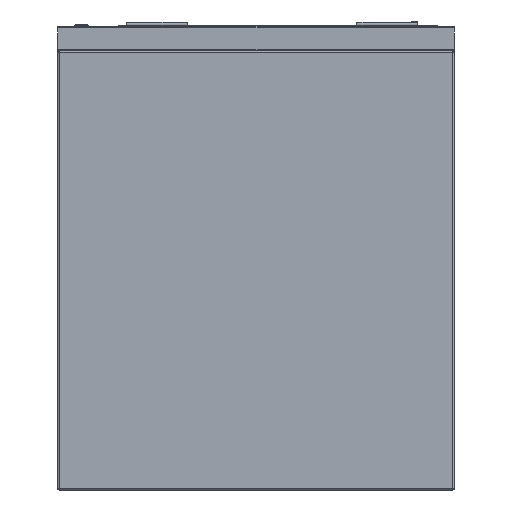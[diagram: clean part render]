
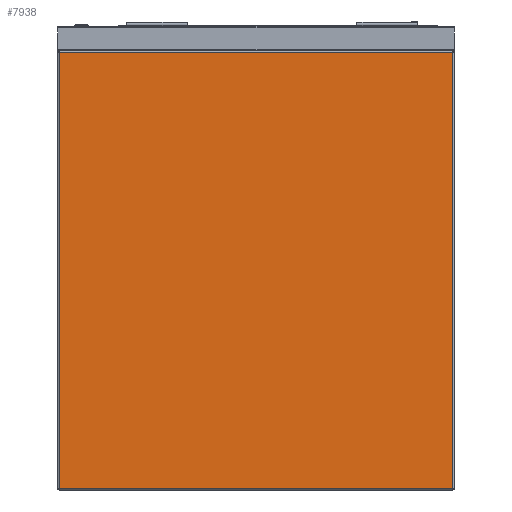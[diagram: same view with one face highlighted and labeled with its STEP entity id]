
A CAD part, left-side view. The second image highlights one B-rep face of the part: STEP entity #7938.
In plain terms, the highlighted planar face has unit normal (-1, 0, 0).
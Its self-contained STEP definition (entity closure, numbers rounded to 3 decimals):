
#662 = CARTESIAN_POINT ( 'NONE',  ( -515., -323., -42. ) ) ;
#1728 = ORIENTED_EDGE ( 'NONE', *, *, #3472, .T. ) ;
#2175 = DIRECTION ( 'NONE',  ( 0., 1., 0. ) ) ;
#3472 = EDGE_CURVE ( 'NONE', #18917, #4030, #9413, .T. ) ;
#4030 = VERTEX_POINT ( 'NONE', #662 ) ;
#6349 = VECTOR ( 'NONE', #2175, 1000. ) ;
#6773 = CARTESIAN_POINT ( 'NONE',  ( -515., 323., -760. ) ) ;
#7166 = ORIENTED_EDGE ( 'NONE', *, *, #15574, .T. ) ;
#7376 = AXIS2_PLACEMENT_3D ( 'NONE', #11641, #13021, #11347 ) ;
#7781 = ORIENTED_EDGE ( 'NONE', *, *, #17714, .T. ) ;
#7938 = ADVANCED_FACE ( 'Fl�che7', ( #19059 ), #14677, .T. ) ;
#8048 = CARTESIAN_POINT ( 'NONE',  ( -515., -323., -760. ) ) ;
#8141 = DIRECTION ( 'NONE',  ( 0., 0., 1. ) ) ;
#8420 = DIRECTION ( 'NONE',  ( 0., -1., 0. ) ) ;
#9413 = LINE ( 'NONE', #8048, #18240 ) ;
#9512 = CARTESIAN_POINT ( 'NONE',  ( -515., -323., -758. ) ) ;
#9664 = EDGE_LOOP ( 'NONE', ( #1728, #15852, #7166, #7781 ) ) ;
#10628 = CARTESIAN_POINT ( 'NONE',  ( -515., 323., -758. ) ) ;
#11222 = VECTOR ( 'NONE', #8420, 1000. ) ;
#11347 = DIRECTION ( 'NONE',  ( 0., 0., 1. ) ) ;
#11570 = EDGE_CURVE ( 'NONE', #4030, #12162, #13884, .T. ) ;
#11641 = CARTESIAN_POINT ( 'NONE',  ( -515., -325., -760. ) ) ;
#12162 = VERTEX_POINT ( 'NONE', #17353 ) ;
#12711 = CARTESIAN_POINT ( 'NONE',  ( -515., 325., -42. ) ) ;
#12752 = DIRECTION ( 'NONE',  ( 0., 0., -1. ) ) ;
#13021 = DIRECTION ( 'NONE',  ( -1., 0., 0. ) ) ;
#13884 = LINE ( 'NONE', #12711, #6349 ) ;
#14191 = LINE ( 'NONE', #18586, #11222 ) ;
#14218 = LINE ( 'NONE', #6773, #16786 ) ;
#14677 = PLANE ( 'NONE',  #7376 ) ;
#15574 = EDGE_CURVE ( 'NONE', #12162, #16822, #14218, .T. ) ;
#15852 = ORIENTED_EDGE ( 'NONE', *, *, #11570, .T. ) ;
#16786 = VECTOR ( 'NONE', #12752, 1000. ) ;
#16822 = VERTEX_POINT ( 'NONE', #10628 ) ;
#17353 = CARTESIAN_POINT ( 'NONE',  ( -515., 323., -42. ) ) ;
#17714 = EDGE_CURVE ( 'NONE', #16822, #18917, #14191, .T. ) ;
#18240 = VECTOR ( 'NONE', #8141, 1000. ) ;
#18586 = CARTESIAN_POINT ( 'NONE',  ( -515., -325., -758. ) ) ;
#18917 = VERTEX_POINT ( 'NONE', #9512 ) ;
#19059 = FACE_OUTER_BOUND ( 'NONE', #9664, .T. ) ;
